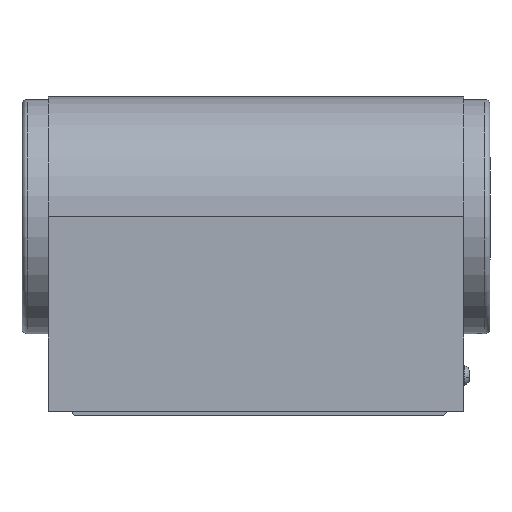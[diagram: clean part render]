
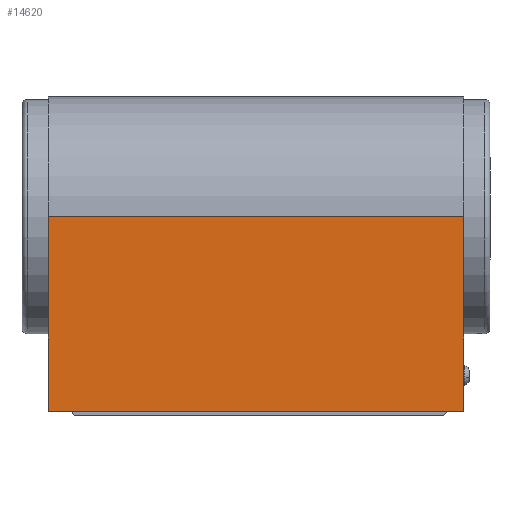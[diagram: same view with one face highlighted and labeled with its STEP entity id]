
A CAD part, left-side view. The second image highlights one B-rep face of the part: STEP entity #14620.
In plain terms, the highlighted face is planar.
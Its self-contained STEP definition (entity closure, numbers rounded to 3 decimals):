
#2594 = ORIENTED_EDGE ( 'NONE', *, *, #19389, .F. ) ;
#2636 = CARTESIAN_POINT ( 'NONE',  ( 46., 79.9, 0. ) ) ;
#2890 = DIRECTION ( 'NONE',  ( 1., 0., 0. ) ) ;
#3022 = CARTESIAN_POINT ( 'NONE',  ( 46., 79.9, 74.8 ) ) ;
#5071 = CARTESIAN_POINT ( 'NONE',  ( 46., 79.9, 0. ) ) ;
#5365 = LINE ( 'NONE', #3022, #11664 ) ;
#5413 = DIRECTION ( 'NONE',  ( 0., 0., -1. ) ) ;
#6098 = EDGE_CURVE ( 'NONE', #20768, #23662, #5365, .T. ) ;
#6969 = CARTESIAN_POINT ( 'NONE',  ( 46., 79.9, 74.8 ) ) ;
#7942 = DIRECTION ( 'NONE',  ( 0., 0., 1. ) ) ;
#8046 = CARTESIAN_POINT ( 'NONE',  ( 46., -79.9, 74.8 ) ) ;
#9191 = EDGE_LOOP ( 'NONE', ( #14943, #2594, #12090, #19932 ) ) ;
#10418 = CARTESIAN_POINT ( 'NONE',  ( 46., -79.9, 0. ) ) ;
#10563 = DIRECTION ( 'NONE',  ( 0., -1., 0. ) ) ;
#10595 = DIRECTION ( 'NONE',  ( 0., 0., 1. ) ) ;
#10771 = LINE ( 'NONE', #10418, #16791 ) ;
#11664 = VECTOR ( 'NONE', #35404, 1000. ) ;
#12090 = ORIENTED_EDGE ( 'NONE', *, *, #16669, .F. ) ;
#13168 = LINE ( 'NONE', #5071, #27678 ) ;
#13290 = VECTOR ( 'NONE', #10563, 1000. ) ;
#13609 = LINE ( 'NONE', #27630, #13290 ) ;
#14620 = ADVANCED_FACE ( 'NONE', ( #19096 ), #16552, .T. ) ;
#14943 = ORIENTED_EDGE ( 'NONE', *, *, #6098, .T. ) ;
#16552 = PLANE ( 'NONE',  #21229 ) ;
#16669 = EDGE_CURVE ( 'NONE', #22559, #33247, #13609, .T. ) ;
#16791 = VECTOR ( 'NONE', #10595, 1000. ) ;
#19096 = FACE_OUTER_BOUND ( 'NONE', #9191, .T. ) ;
#19389 = EDGE_CURVE ( 'NONE', #33247, #23662, #10771, .T. ) ;
#19932 = ORIENTED_EDGE ( 'NONE', *, *, #30761, .T. ) ;
#20768 = VERTEX_POINT ( 'NONE', #6969 ) ;
#21229 = AXIS2_PLACEMENT_3D ( 'NONE', #33098, #2890, #5413 ) ;
#22559 = VERTEX_POINT ( 'NONE', #2636 ) ;
#23662 = VERTEX_POINT ( 'NONE', #8046 ) ;
#27630 = CARTESIAN_POINT ( 'NONE',  ( 46., 79.9, 0. ) ) ;
#27678 = VECTOR ( 'NONE', #7942, 1000. ) ;
#30761 = EDGE_CURVE ( 'NONE', #22559, #20768, #13168, .T. ) ;
#33098 = CARTESIAN_POINT ( 'NONE',  ( 46., 79.9, 0. ) ) ;
#33247 = VERTEX_POINT ( 'NONE', #34880 ) ;
#34880 = CARTESIAN_POINT ( 'NONE',  ( 46., -79.9, 0. ) ) ;
#35404 = DIRECTION ( 'NONE',  ( 0., -1., 0. ) ) ;
